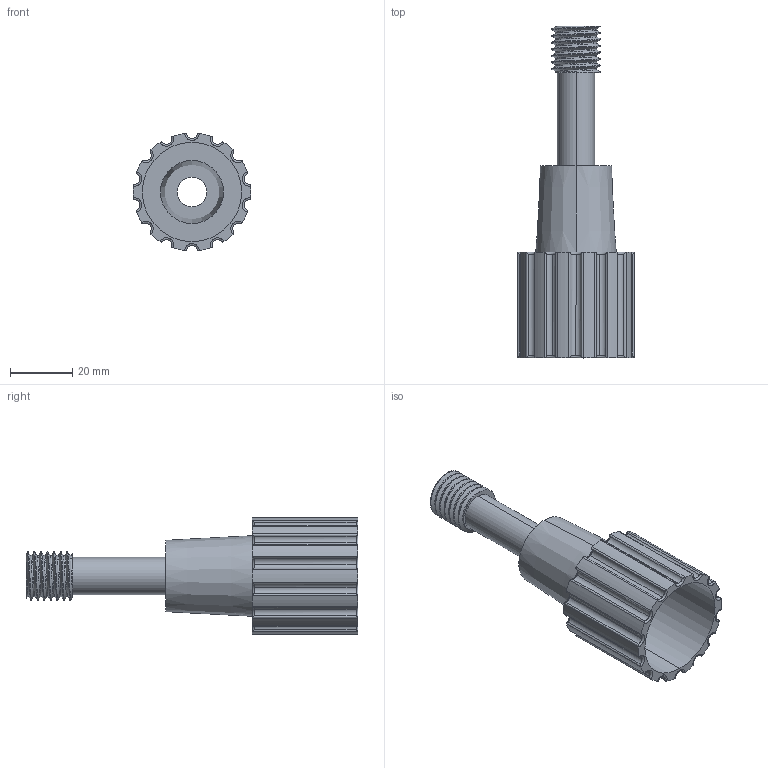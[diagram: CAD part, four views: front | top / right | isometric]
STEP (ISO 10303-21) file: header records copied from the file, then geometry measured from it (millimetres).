
FILE_DESCRIPTION (( 'STEP AP214' ), '1' );
FILE_NAME ('Mounting Nut.STEP', '2025-03-01T20:35:55', ( '' ), ( '' ), 'SwSTEP 2.0', 'SolidWorks 2025', '' );
FILE_SCHEMA (( 'AUTOMOTIVE_DESIGN' ));
Length unit declared in the file: millimetre
Products named in the file (1): Mounting Nut
Bounding box: 37.98 x 107 x 37.74 mm (x, y, z)
Volume: 19543.4 mm3; surface area: 17787.6 mm2
Topology: 2 solids, 2 shells, 139 faces, 390 edges, 260 vertices
Faces by surface type: cylinder 67, bspline 59, plane 9, cone 4
Entity records: 13995 total; most frequent: CARTESIAN_POINT 11080, ORIENTED_EDGE 780, EDGE_CURVE 390, DIRECTION 320, B_SPLINE_CURVE_WITH_KNOTS 273, VERTEX_POINT 260, EDGE_LOOP 148, FACE_OUTER_BOUND 139
